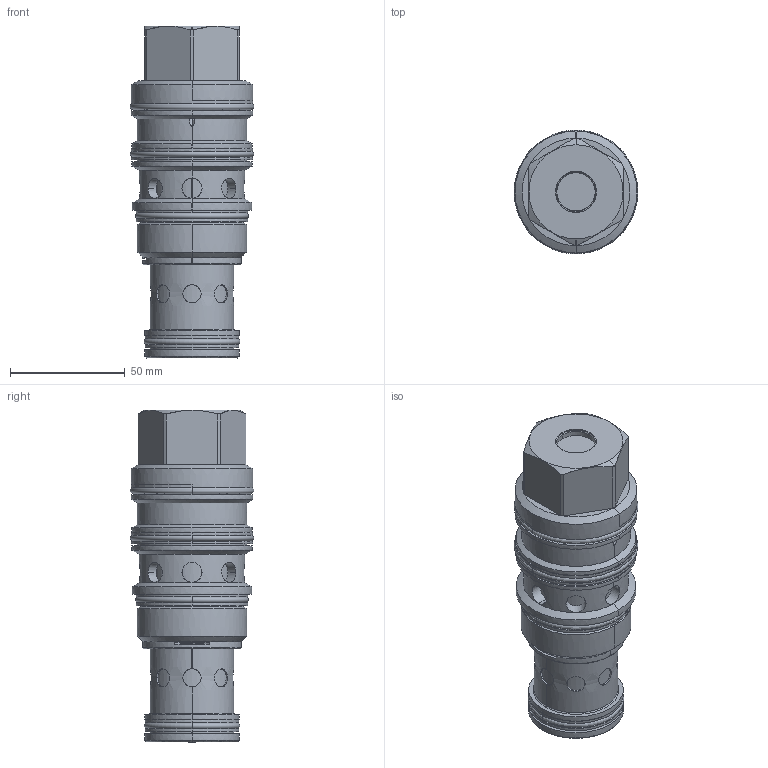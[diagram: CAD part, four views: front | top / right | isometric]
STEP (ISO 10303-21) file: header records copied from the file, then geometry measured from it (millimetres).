
FILE_DESCRIPTION((''),'2;1');
FILE_NAME('FVFA8AN_SW_PRT','2020-08-20T',('charlief'),(''),'PRO/ENGINEER BY PARAMETRIC TECHNOLOGY CORPORATION, 2016010','PRO/ENGINEER BY PARAMETRIC TECHNOLOGY CORPORATION, 2016010','');
FILE_SCHEMA(('CONFIG_CONTROL_DESIGN'));
Products named in the file (1): FVFA8AN_SW_PRT
Bounding box: 53.84 x 53.85 x 144.63 mm (x, y, z)
Surface area: 53685.1 mm2 (no closed solid volume)
Topology: 0 solids, 0 shells, 266 faces, 1248 edges, 1226 vertices
Faces by surface type: bspline 230, torus 36
Entity records: 47562 total; most frequent: CARTESIAN_POINT 36859, DIRECTION 1697, TRIMMED_CURVE 1329, DEFINITIONAL_REPRESENTATION 1204, PCURVE 1204, COMPOSITE_CURVE_SEGMENT 1204, VECTOR 1033, LINE 1033
